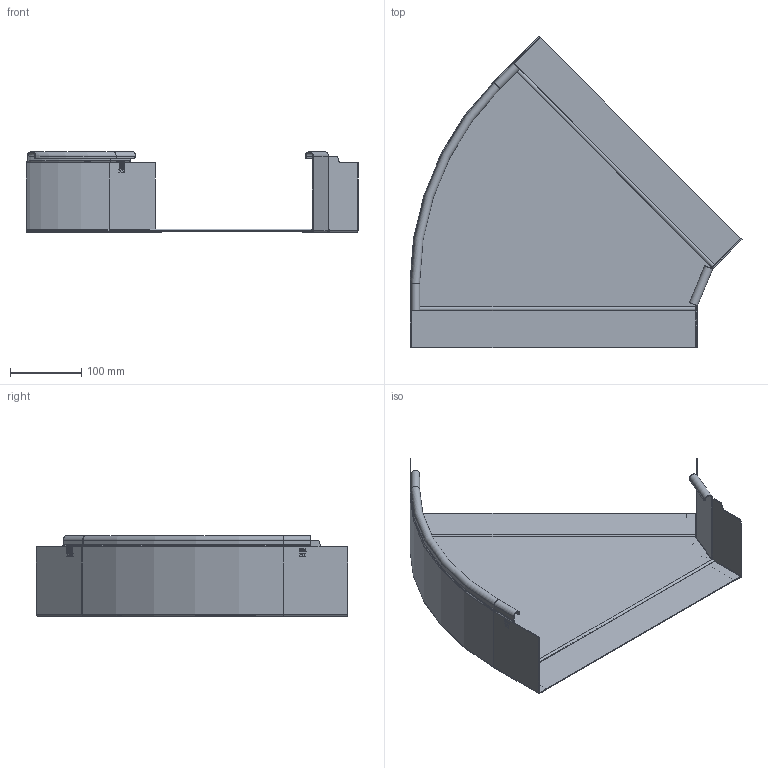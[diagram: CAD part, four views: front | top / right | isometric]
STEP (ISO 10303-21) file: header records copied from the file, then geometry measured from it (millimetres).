
FILE_DESCRIPTION((''),'2;1');
FILE_NAME('ASM0001_ASM','2013-08-30T',('AndreasKeweloh'),(''),'PRO/ENGINEER BY PARAMETRIC TECHNOLOGY CORPORATION, 2012360','PRO/ENGINEER BY PARAMETRIC TECHNOLOGY CORPORATION, 2012360','');
FILE_SCHEMA(('CONFIG_CONTROL_DESIGN'));
Length unit declared in the file: millimetre
Products named in the file (4): 041139_BODENBLECH_400; 041099_INNENHOLM_110; 041543_AUSSENHOM_140; ASM0001_ASM
Assembly tree (3 placements, depth 2):
  ASM0001_ASM
    041139_BODENBLECH_400
    041099_INNENHOLM_110
    041543_AUSSENHOM_140
Bounding box: 466.23 x 436.81 x 113 mm (x, y, z)
Volume: 278199.2 mm3; surface area: 449422.1 mm2
Topology: 3 solids, 3 shells, 365 faces, 926 edges, 590 vertices
Faces by surface type: plane 235, cylinder 73, extrusion 43, torus 8, bspline 6
Entity records: 13167 total; most frequent: CARTESIAN_POINT 4387, ORIENTED_EDGE 1852, DIRECTION 1655, EDGE_CURVE 926, VECTOR 717, LINE 674, VERTEX_POINT 590, AXIS2_PLACEMENT_3D 469
